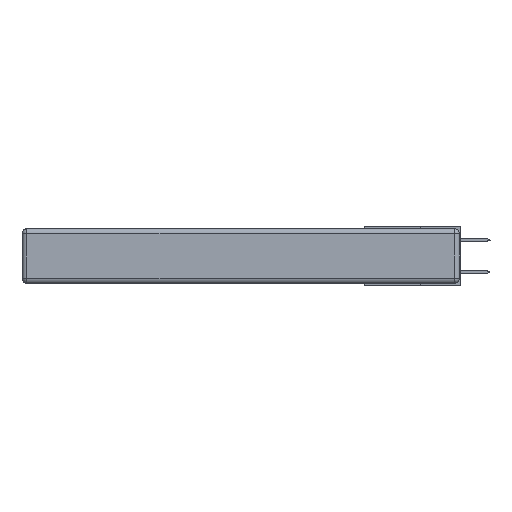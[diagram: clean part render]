
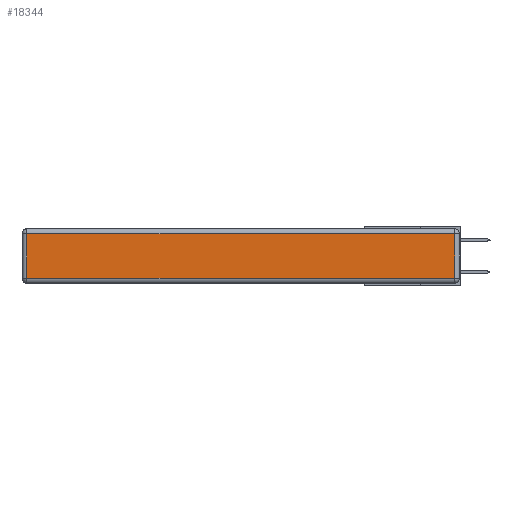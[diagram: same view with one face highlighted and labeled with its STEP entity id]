
A CAD part, left-side view. The second image highlights one B-rep face of the part: STEP entity #18344.
In plain terms, the highlighted planar face has unit normal (-1, 0, 0).
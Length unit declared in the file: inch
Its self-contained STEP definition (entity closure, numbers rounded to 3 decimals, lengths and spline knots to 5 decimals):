
#175 = ORIENTED_EDGE ( 'NONE', *, *, #23312, .T. ) ;
#376 = VERTEX_POINT ( 'NONE', #28811 ) ;
#1720 = DIRECTION ( 'NONE',  ( 0., 0., -1. ) ) ;
#3374 = LINE ( 'NONE', #17084, #21979 ) ;
#3647 = ORIENTED_EDGE ( 'NONE', *, *, #8042, .T. ) ;
#3844 = VERTEX_POINT ( 'NONE', #3893 ) ;
#3893 = CARTESIAN_POINT ( 'NONE',  ( 0., 2.72, -0.313 ) ) ;
#6304 = CARTESIAN_POINT ( 'NONE',  ( 0., 0., -0.313 ) ) ;
#7786 = CARTESIAN_POINT ( 'NONE',  ( 0., 2.72, -0.343 ) ) ;
#8042 = EDGE_CURVE ( 'NONE', #11248, #3844, #28671, .T. ) ;
#9064 = AXIS2_PLACEMENT_3D ( 'NONE', #23566, #25474, #11727 ) ;
#11248 = VERTEX_POINT ( 'NONE', #25710 ) ;
#11727 = DIRECTION ( 'NONE',  ( 0., 0., 1. ) ) ;
#14040 = EDGE_CURVE ( 'NONE', #3844, #376, #26088, .T. ) ;
#14356 = EDGE_LOOP ( 'NONE', ( #21553, #175, #18244, #3647 ) ) ;
#14684 = DIRECTION ( 'NONE',  ( 0., 1., 0. ) ) ;
#14750 = VECTOR ( 'NONE', #23432, 39.37008 ) ;
#15812 = FACE_OUTER_BOUND ( 'NONE', #14356, .T. ) ;
#16524 = LINE ( 'NONE', #21107, #14750 ) ;
#17084 = CARTESIAN_POINT ( 'NONE',  ( 0., 2.75, -0.03 ) ) ;
#18244 = ORIENTED_EDGE ( 'NONE', *, *, #26822, .T. ) ;
#18344 = ADVANCED_FACE ( 'NONE', ( #15812 ), #21241, .T. ) ;
#21107 = CARTESIAN_POINT ( 'NONE',  ( 0., 0.03, -0.343 ) ) ;
#21241 = PLANE ( 'NONE',  #9064 ) ;
#21553 = ORIENTED_EDGE ( 'NONE', *, *, #14040, .T. ) ;
#21979 = VECTOR ( 'NONE', #14684, 39.37008 ) ;
#22963 = VERTEX_POINT ( 'NONE', #24239 ) ;
#23312 = EDGE_CURVE ( 'NONE', #376, #22963, #16524, .T. ) ;
#23432 = DIRECTION ( 'NONE',  ( 0., 0., 1. ) ) ;
#23566 = CARTESIAN_POINT ( 'NONE',  ( 0., 0., -0.343 ) ) ;
#24024 = VECTOR ( 'NONE', #1720, 39.37008 ) ;
#24239 = CARTESIAN_POINT ( 'NONE',  ( 0., 0.03, -0.03 ) ) ;
#24797 = DIRECTION ( 'NONE',  ( 0., -1., 0. ) ) ;
#25361 = VECTOR ( 'NONE', #24797, 39.37008 ) ;
#25474 = DIRECTION ( 'NONE',  ( -1., 0., 0. ) ) ;
#25710 = CARTESIAN_POINT ( 'NONE',  ( 0., 2.72, -0.03 ) ) ;
#26088 = LINE ( 'NONE', #6304, #25361 ) ;
#26822 = EDGE_CURVE ( 'NONE', #22963, #11248, #3374, .T. ) ;
#28671 = LINE ( 'NONE', #7786, #24024 ) ;
#28811 = CARTESIAN_POINT ( 'NONE',  ( 0., 0.03, -0.313 ) ) ;
